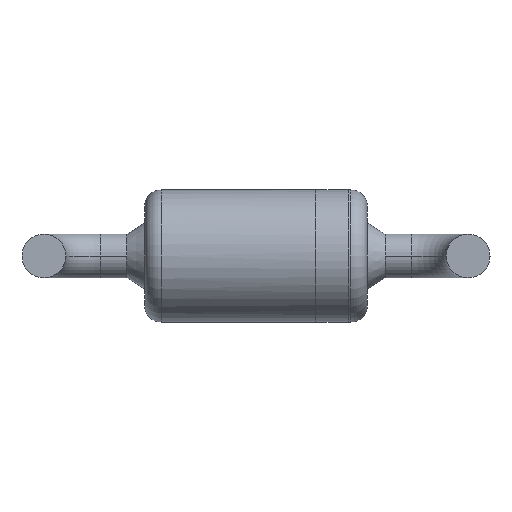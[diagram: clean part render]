
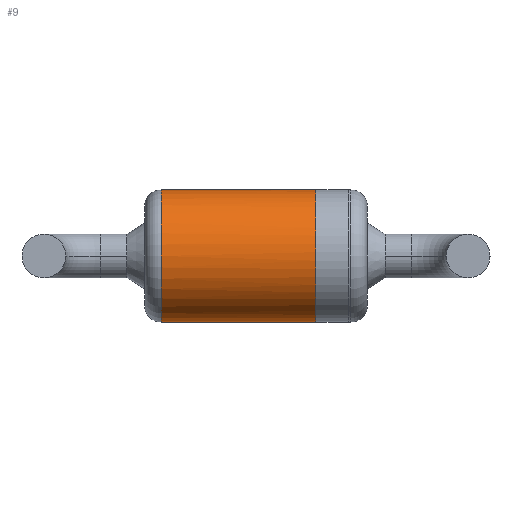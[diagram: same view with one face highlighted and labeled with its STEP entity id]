
A CAD part, front view. The second image highlights one B-rep face of the part: STEP entity #9.
In plain terms, the highlighted cylindrical face has radius 1.188 mm (diameter 2.375 mm), a partial arc.
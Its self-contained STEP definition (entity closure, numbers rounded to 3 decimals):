
#9 = ADVANCED_FACE ( 'NONE', ( #2280 ), #1752, .T. ) ;
#155 = CARTESIAN_POINT ( 'NONE',  ( 2.104, 2.188, 0. ) ) ;
#322 = CARTESIAN_POINT ( 'NONE',  ( 2.104, 2.188, 1.188 ) ) ;
#323 = AXIS2_PLACEMENT_3D ( 'NONE', #1365, #3072, #2647 ) ;
#468 = LINE ( 'NONE', #947, #1494 ) ;
#517 = CARTESIAN_POINT ( 'NONE',  ( 4.886, 2.032, -1.188 ) ) ;
#546 = CARTESIAN_POINT ( 'NONE',  ( 4.886, 2.188, -1.188 ) ) ;
#801 = VERTEX_POINT ( 'NONE', #1768 ) ;
#810 = VERTEX_POINT ( 'NONE', #3478 ) ;
#899 = CARTESIAN_POINT ( 'NONE',  ( 1.493, 2.188, 1.188 ) ) ;
#947 = CARTESIAN_POINT ( 'NONE',  ( 1.493, 2.188, -1.188 ) ) ;
#996 = CARTESIAN_POINT ( 'NONE',  ( 4.886, 1.031, -0.311 ) ) ;
#1024 = CARTESIAN_POINT ( 'NONE',  ( 4.886, 2.188, 1.188 ) ) ;
#1324 = CARTESIAN_POINT ( 'NONE',  ( 4.886, 1., -0.155 ) ) ;
#1344 = DIRECTION ( 'NONE',  ( -1., 0., 0. ) ) ;
#1365 = CARTESIAN_POINT ( 'NONE',  ( 1.493, 2.188, 0. ) ) ;
#1415 = EDGE_CURVE ( 'NONE', #2289, #801, #468, .T. ) ;
#1434 = CARTESIAN_POINT ( 'NONE',  ( 4.886, 1.238, -0.73 ) ) ;
#1492 = ORIENTED_EDGE ( 'NONE', *, *, #4252, .T. ) ;
#1494 = VECTOR ( 'NONE', #2161, 1000. ) ;
#1752 = CYLINDRICAL_SURFACE ( 'NONE', #323, 1.188 ) ;
#1768 = CARTESIAN_POINT ( 'NONE',  ( 2.104, 2.188, -1.188 ) ) ;
#1818 = CARTESIAN_POINT ( 'NONE',  ( 4.886, 1.589, 1.038 ) ) ;
#2046 = B_SPLINE_CURVE_WITH_KNOTS ( 'NONE', 3,
 ( #546, #517, #3561, #5258, #3921, #1434, #3085, #996, #1324, #3145, #2184, #3035, #2236, #4854, #1818, #3892, #3947, #1024 ),
 .UNSPECIFIED., .F., .F.,
 ( 4, 2, 2, 2, 2, 2, 2, 2, 4 ),
 ( 0.5, 0.563, 0.625, 0.688, 0.75, 0.813, 0.875, 0.938, 1. ),
 .UNSPECIFIED. ) ;
#2078 = CIRCLE ( 'NONE', #2809, 1.188 ) ;
#2130 = VERTEX_POINT ( 'NONE', #322 ) ;
#2161 = DIRECTION ( 'NONE',  ( -1., 0., 0. ) ) ;
#2184 = CARTESIAN_POINT ( 'NONE',  ( 4.886, 1.031, 0.311 ) ) ;
#2236 = CARTESIAN_POINT ( 'NONE',  ( 4.886, 1.238, 0.73 ) ) ;
#2266 = EDGE_CURVE ( 'NONE', #801, #2130, #2078, .T. ) ;
#2280 = FACE_OUTER_BOUND ( 'NONE', #3971, .T. ) ;
#2289 = VERTEX_POINT ( 'NONE', #2685 ) ;
#2381 = VECTOR ( 'NONE', #1344, 1000. ) ;
#2647 = DIRECTION ( 'NONE',  ( 0., 0., 1. ) ) ;
#2685 = CARTESIAN_POINT ( 'NONE',  ( 4.886, 2.188, -1.188 ) ) ;
#2809 = AXIS2_PLACEMENT_3D ( 'NONE', #155, #4460, #3526 ) ;
#3035 = CARTESIAN_POINT ( 'NONE',  ( 4.886, 1.15, 0.598 ) ) ;
#3072 = DIRECTION ( 'NONE',  ( -1., 0., 0. ) ) ;
#3085 = CARTESIAN_POINT ( 'NONE',  ( 4.886, 1.15, -0.598 ) ) ;
#3145 = CARTESIAN_POINT ( 'NONE',  ( 4.886, 1., 0.155 ) ) ;
#3478 = CARTESIAN_POINT ( 'NONE',  ( 4.886, 2.188, 1.188 ) ) ;
#3522 = ORIENTED_EDGE ( 'NONE', *, *, #3594, .T. ) ;
#3526 = DIRECTION ( 'NONE',  ( 0., 0., 1. ) ) ;
#3561 = CARTESIAN_POINT ( 'NONE',  ( 4.886, 1.877, -1.157 ) ) ;
#3594 = EDGE_CURVE ( 'NONE', #810, #2130, #5110, .T. ) ;
#3892 = CARTESIAN_POINT ( 'NONE',  ( 4.886, 1.877, 1.157 ) ) ;
#3921 = CARTESIAN_POINT ( 'NONE',  ( 4.886, 1.458, -0.95 ) ) ;
#3947 = CARTESIAN_POINT ( 'NONE',  ( 4.886, 2.032, 1.188 ) ) ;
#3971 = EDGE_LOOP ( 'NONE', ( #5071, #1492, #3522, #5116 ) ) ;
#4252 = EDGE_CURVE ( 'NONE', #2289, #810, #2046, .T. ) ;
#4460 = DIRECTION ( 'NONE',  ( -1., 0., 0. ) ) ;
#4854 = CARTESIAN_POINT ( 'NONE',  ( 4.886, 1.458, 0.95 ) ) ;
#5071 = ORIENTED_EDGE ( 'NONE', *, *, #1415, .F. ) ;
#5110 = LINE ( 'NONE', #899, #2381 ) ;
#5116 = ORIENTED_EDGE ( 'NONE', *, *, #2266, .F. ) ;
#5258 = CARTESIAN_POINT ( 'NONE',  ( 4.886, 1.589, -1.038 ) ) ;
